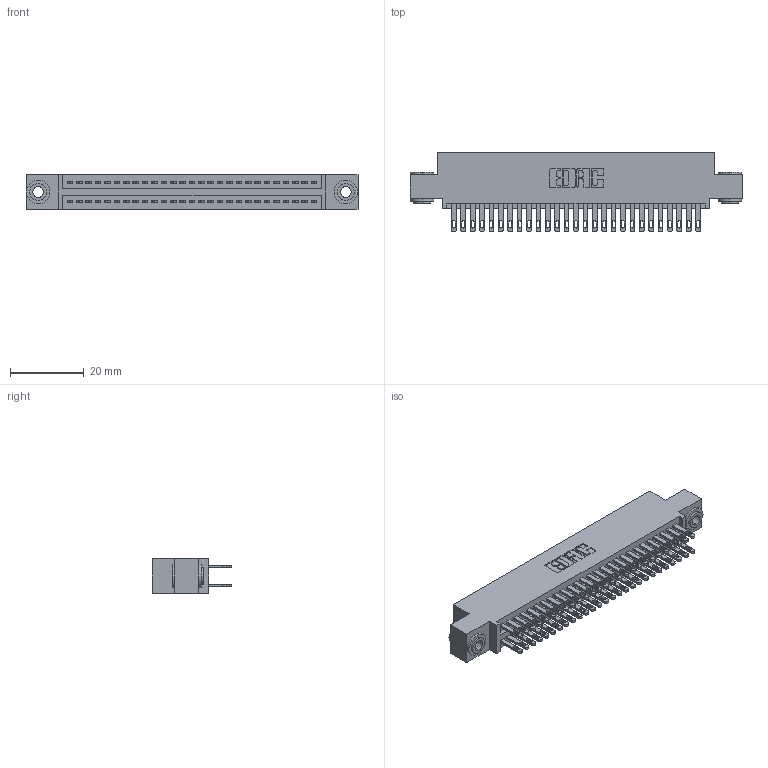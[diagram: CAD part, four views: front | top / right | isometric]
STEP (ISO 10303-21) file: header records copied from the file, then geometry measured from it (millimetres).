
FILE_DESCRIPTION (( 'STEP AP203' ), '1' );
FILE_NAME ('895-054-500-503.STEP', '2020-09-27T13:29:58', ( '' ), ( '' ), 'SwSTEP 2.0', 'SolidWorks 2020', '' );
FILE_SCHEMA (( 'CONFIG_CONTROL_DESIGN' ));
Length unit declared in the file: inch
Products named in the file (4): 345-250-002_345-250-002-102; 895-054-500-503; 845 Part_0.110 Offset - 0.156 Dia-TH; 345-292-001_345-293-100
Assembly tree (57 placements, depth 2):
  895-054-500-503
    845 Part_0.110 Offset - 0.156 Dia-TH
    345-292-001_345-293-100  x54
    345-250-002_345-250-002-102  x2
Bounding box: 89.79 x 21.51 x 9.4 mm (x, y, z)
Volume: 8694 mm3; surface area: 13409.2 mm2
Topology: 57 solids, 57 shells, 2652 faces, 8043 edges, 5358 vertices
Faces by surface type: plane 1552, cylinder 1092, cone 8
Entity records: 23916 total; most frequent: CARTESIAN_POINT 3999, ORIENTED_EDGE 3926, DIRECTION 3577, EDGE_CURVE 1963, LINE 1695, VECTOR 1695, VERTEX_POINT 1306, AXIS2_PLACEMENT_3D 941
